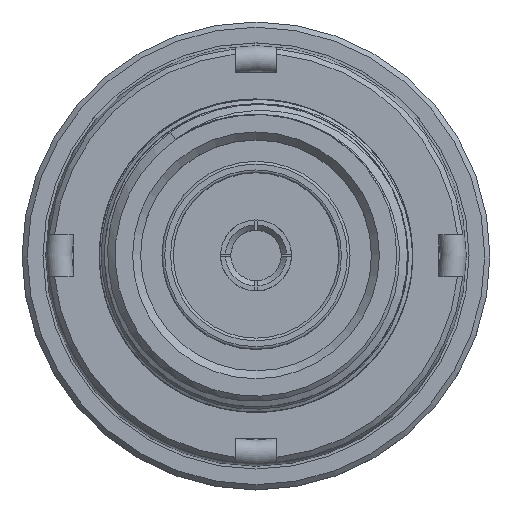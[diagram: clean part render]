
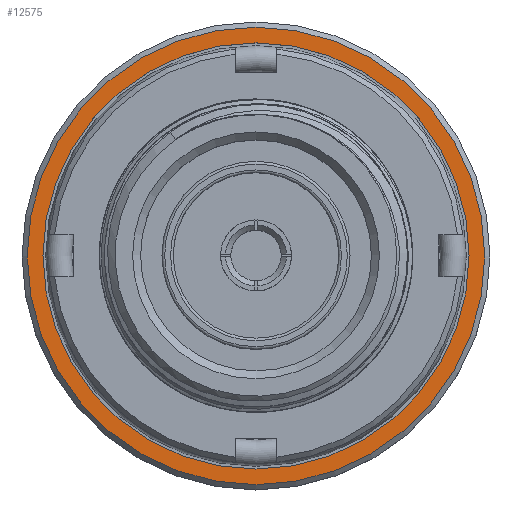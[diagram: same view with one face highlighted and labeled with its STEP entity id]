
A CAD part, top view. The second image highlights one B-rep face of the part: STEP entity #12575.
In plain terms, the highlighted planar face has unit normal (0, 0, 1).
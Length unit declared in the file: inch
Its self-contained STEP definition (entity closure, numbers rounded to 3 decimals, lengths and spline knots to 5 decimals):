
#260 = EDGE_CURVE ( 'NONE', #16287, #16287, #14791, .T. ) ;
#1293 = EDGE_LOOP ( 'NONE', ( #21828 ) ) ;
#1493 = DIRECTION ( 'NONE',  ( 1., 0., 0. ) ) ;
#2162 = CARTESIAN_POINT ( 'NONE',  ( 0., 0., -1.2874 ) ) ;
#2844 = FACE_OUTER_BOUND ( 'NONE', #12368, .T. ) ;
#3199 = VERTEX_POINT ( 'NONE', #17979 ) ;
#4846 = EDGE_CURVE ( 'NONE', #3199, #3199, #4974, .T. ) ;
#4974 = CIRCLE ( 'NONE', #18519, 0.8622 ) ;
#6134 = DIRECTION ( 'NONE',  ( 1., 0., 0. ) ) ;
#7072 = CARTESIAN_POINT ( 'NONE',  ( 0., 0., -1.2874 ) ) ;
#9323 = DIRECTION ( 'NONE',  ( 0., 0., 1. ) ) ;
#11018 = CARTESIAN_POINT ( 'NONE',  ( 0., 0., -1.2874 ) ) ;
#11142 = DIRECTION ( 'NONE',  ( 1., 0., 0. ) ) ;
#12368 = EDGE_LOOP ( 'NONE', ( #13627 ) ) ;
#12575 = ADVANCED_FACE ( 'NONE', ( #2844, #13991 ), #21374, .T. ) ;
#12835 = DIRECTION ( 'NONE',  ( 0., 0., 1. ) ) ;
#13627 = ORIENTED_EDGE ( 'NONE', *, *, #4846, .T. ) ;
#13991 = FACE_BOUND ( 'NONE', #1293, .T. ) ;
#14701 = DIRECTION ( 'NONE',  ( 0., 0., 1. ) ) ;
#14791 = CIRCLE ( 'NONE', #19037, 0.80315 ) ;
#16287 = VERTEX_POINT ( 'NONE', #19441 ) ;
#17979 = CARTESIAN_POINT ( 'NONE',  ( 0.8622, 0., -1.2874 ) ) ;
#18439 = AXIS2_PLACEMENT_3D ( 'NONE', #7072, #14701, #1493 ) ;
#18519 = AXIS2_PLACEMENT_3D ( 'NONE', #11018, #9323, #6134 ) ;
#19037 = AXIS2_PLACEMENT_3D ( 'NONE', #2162, #12835, #11142 ) ;
#19441 = CARTESIAN_POINT ( 'NONE',  ( 0.80315, 0., -1.2874 ) ) ;
#21374 = PLANE ( 'NONE',  #18439 ) ;
#21828 = ORIENTED_EDGE ( 'NONE', *, *, #260, .F. ) ;
